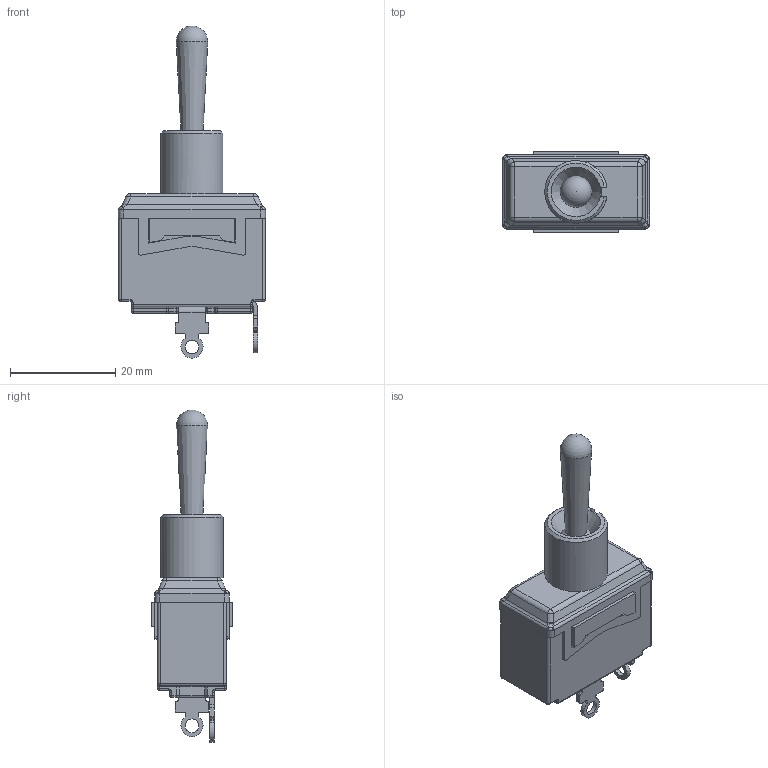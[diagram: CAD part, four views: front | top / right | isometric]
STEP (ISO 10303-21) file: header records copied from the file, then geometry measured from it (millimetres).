
FILE_DESCRIPTION(/* description */ (''),/* implementation_level */ '2;1');
FILE_NAME(/* name */ 'ST124D0x.stp',/* time_stamp */ '2026-01-19T13:14:47-06:00',/* author */ ('jmeyers'),/* organization */ (''),/* preprocessor_version */ 'ST-DEVELOPER v18.1',/* originating_system */ 'Autodesk Inventor 2022',/* authorisation */ '');
FILE_SCHEMA (('AUTOMOTIVE_DESIGN { 1 0 10303 214 3 1 1 }'));
Length unit declared in the file: inch
Products named in the file (1): Part15
Bounding box: 28 x 15.5 x 63.19 mm (x, y, z)
Volume: 9622.8 mm3; surface area: 3919.7 mm2
Topology: 1 solids, 4 shells, 403 faces, 988 edges, 599 vertices
Faces by surface type: plane 145, cylinder 143, bspline 51, sphere 30, torus 27, cone 7
Full cylindrical faces by diameter (mm): 2 x2, 2.6 x2, 5.4 x1
Entity records: 12378 total; most frequent: CARTESIAN_POINT 2957, ORIENTED_EDGE 1966, DIRECTION 1957, EDGE_CURVE 983, AXIS2_PLACEMENT_3D 711, VERTEX_POINT 599, LINE 535, VECTOR 535
